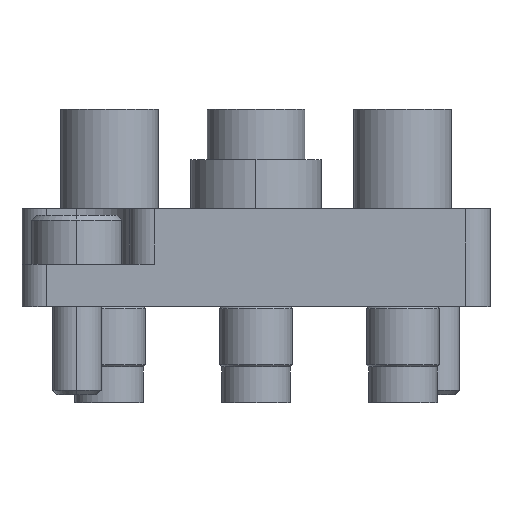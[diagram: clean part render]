
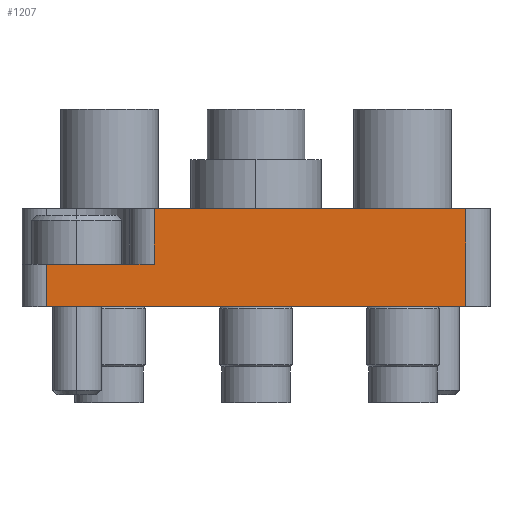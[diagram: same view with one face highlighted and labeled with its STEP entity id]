
A CAD part, front view. The second image highlights one B-rep face of the part: STEP entity #1207.
In plain terms, the highlighted face is planar.
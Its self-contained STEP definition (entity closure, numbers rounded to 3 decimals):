
#295 = ORIENTED_EDGE ( 'NONE', *, *, #5046, .T. ) ;
#651 = ORIENTED_EDGE ( 'NONE', *, *, #6278, .F. ) ;
#744 = ORIENTED_EDGE ( 'NONE', *, *, #7536, .T. ) ;
#875 = VERTEX_POINT ( 'NONE', #12805 ) ;
#1012 = CARTESIAN_POINT ( 'NONE',  ( 30., 6., -12.85 ) ) ;
#1207 = ADVANCED_FACE ( 'NONE', ( #14720 ), #4479, .T. ) ;
#1533 = LINE ( 'NONE', #10215, #15196 ) ;
#1957 = VERTEX_POINT ( 'NONE', #11080 ) ;
#2444 = VERTEX_POINT ( 'NONE', #15595 ) ;
#2739 = EDGE_CURVE ( 'NONE', #10797, #2444, #16668, .T. ) ;
#2940 = CARTESIAN_POINT ( 'NONE',  ( 30., 2.6, 7.75 ) ) ;
#4136 = DIRECTION ( 'NONE',  ( 0., -1., 0. ) ) ;
#4228 = EDGE_CURVE ( 'NONE', #5349, #1957, #14642, .T. ) ;
#4479 = PLANE ( 'NONE',  #9326 ) ;
#5046 = EDGE_CURVE ( 'NONE', #5349, #875, #1533, .T. ) ;
#5152 = CARTESIAN_POINT ( 'NONE',  ( 30., 0., 14.35 ) ) ;
#5349 = VERTEX_POINT ( 'NONE', #10169 ) ;
#5725 = EDGE_CURVE ( 'NONE', #2444, #10187, #9018, .T. ) ;
#5884 = VECTOR ( 'NONE', #7502, 1000. ) ;
#6278 = EDGE_CURVE ( 'NONE', #10797, #875, #6939, .T. ) ;
#6848 = DIRECTION ( 'NONE',  ( 0., 0., -1. ) ) ;
#6939 = LINE ( 'NONE', #2940, #9155 ) ;
#6956 = CARTESIAN_POINT ( 'NONE',  ( 30., 2.6, 12.85 ) ) ;
#6996 = CARTESIAN_POINT ( 'NONE',  ( 30., 6., 14.35 ) ) ;
#7502 = DIRECTION ( 'NONE',  ( 0., 1., 0. ) ) ;
#7536 = EDGE_CURVE ( 'NONE', #10187, #1957, #14376, .T. ) ;
#8321 = VECTOR ( 'NONE', #10326, 1000. ) ;
#8433 = DIRECTION ( 'NONE',  ( 0., 1., 0. ) ) ;
#8524 = DIRECTION ( 'NONE',  ( 0., 0., -1. ) ) ;
#8671 = CARTESIAN_POINT ( 'NONE',  ( 30., 0., 12.85 ) ) ;
#8837 = VECTOR ( 'NONE', #8524, 1000. ) ;
#8963 = EDGE_LOOP ( 'NONE', ( #15558, #295, #651, #13677, #11776, #744 ) ) ;
#9018 = LINE ( 'NONE', #5152, #8321 ) ;
#9155 = VECTOR ( 'NONE', #6848, 1000. ) ;
#9326 = AXIS2_PLACEMENT_3D ( 'NONE', #9737, #14985, #8433 ) ;
#9737 = CARTESIAN_POINT ( 'NONE',  ( 30., 6., 14.35 ) ) ;
#10169 = CARTESIAN_POINT ( 'NONE',  ( 30., 6., 6.25 ) ) ;
#10187 = VERTEX_POINT ( 'NONE', #14916 ) ;
#10215 = CARTESIAN_POINT ( 'NONE',  ( 30., 2.6, 6.25 ) ) ;
#10326 = DIRECTION ( 'NONE',  ( 0., 0., -1. ) ) ;
#10797 = VERTEX_POINT ( 'NONE', #6956 ) ;
#11080 = CARTESIAN_POINT ( 'NONE',  ( 30., 6., -12.85 ) ) ;
#11776 = ORIENTED_EDGE ( 'NONE', *, *, #5725, .T. ) ;
#12805 = CARTESIAN_POINT ( 'NONE',  ( 30., 2.6, 6.25 ) ) ;
#12921 = VECTOR ( 'NONE', #16835, 1000. ) ;
#13677 = ORIENTED_EDGE ( 'NONE', *, *, #2739, .T. ) ;
#14376 = LINE ( 'NONE', #1012, #5884 ) ;
#14642 = LINE ( 'NONE', #6996, #8837 ) ;
#14720 = FACE_OUTER_BOUND ( 'NONE', #8963, .T. ) ;
#14916 = CARTESIAN_POINT ( 'NONE',  ( 30., 0., -12.85 ) ) ;
#14985 = DIRECTION ( 'NONE',  ( 1., 0., 0. ) ) ;
#15196 = VECTOR ( 'NONE', #4136, 1000. ) ;
#15558 = ORIENTED_EDGE ( 'NONE', *, *, #4228, .F. ) ;
#15595 = CARTESIAN_POINT ( 'NONE',  ( 30., 0., 12.85 ) ) ;
#16668 = LINE ( 'NONE', #8671, #12921 ) ;
#16835 = DIRECTION ( 'NONE',  ( 0., -1., 0. ) ) ;
